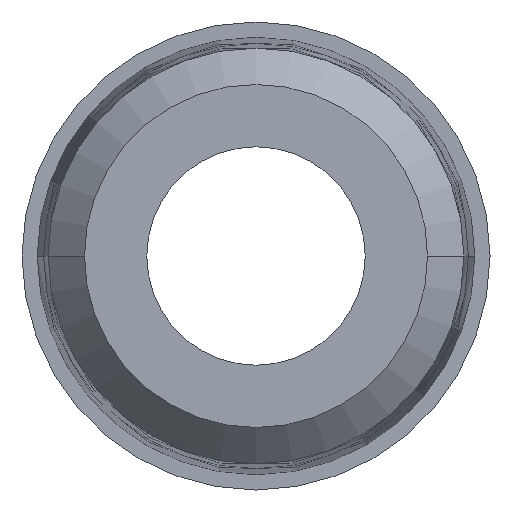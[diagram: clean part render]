
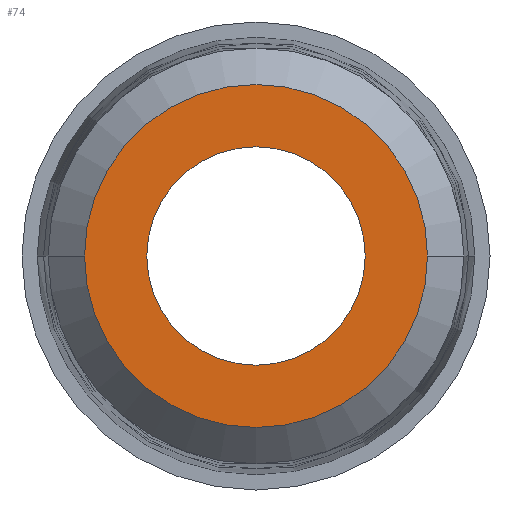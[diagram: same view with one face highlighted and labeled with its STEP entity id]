
A CAD part, left-side view. The second image highlights one B-rep face of the part: STEP entity #74.
In plain terms, the highlighted planar face has unit normal (-1, 0, 0).
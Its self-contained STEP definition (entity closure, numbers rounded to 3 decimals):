
#74=ADVANCED_FACE('',(#145,#146),#147,.T.);
#145=FACE_BOUND('',#231,.T.);
#146=FACE_OUTER_BOUND('',#232,.T.);
#147=PLANE('',#233);
#231=EDGE_LOOP('',(#464,#465));
#232=EDGE_LOOP('',(#466,#467));
#233=AXIS2_PLACEMENT_3D('',#468,#469,#470);
#464=ORIENTED_EDGE('',*,*,#628,.T.);
#465=ORIENTED_EDGE('',*,*,#614,.T.);
#466=ORIENTED_EDGE('',*,*,#599,.F.);
#467=ORIENTED_EDGE('',*,*,#637,.F.);
#468=CARTESIAN_POINT('',(-43.3,-2.749,0.0));
#469=DIRECTION('',(-1.0,0.,-0.0));
#470=DIRECTION('',(0.,1.0,0.0));
#599=EDGE_CURVE('',#721,#724,#725,.T.);
#614=EDGE_CURVE('',#747,#749,#751,.T.);
#628=EDGE_CURVE('',#749,#747,#771,.T.);
#637=EDGE_CURVE('',#724,#721,#782,.T.);
#721=VERTEX_POINT('',#879);
#724=VERTEX_POINT('',#883);
#725=CIRCLE('',#884,5.498);
#747=VERTEX_POINT('',#913);
#749=VERTEX_POINT('',#916);
#751=CIRCLE('',#919,3.5);
#771=CIRCLE('',#945,3.5);
#782=CIRCLE('',#956,5.498);
#879=CARTESIAN_POINT('',(-43.3,-5.498,0.0));
#883=CARTESIAN_POINT('',(-43.3,5.498,0.));
#884=AXIS2_PLACEMENT_3D('',#1063,#1064,#1065);
#913=CARTESIAN_POINT('',(-43.3,3.5,0.));
#916=CARTESIAN_POINT('',(-43.3,-3.5,0.));
#919=AXIS2_PLACEMENT_3D('',#1090,#1091,#1092);
#945=AXIS2_PLACEMENT_3D('',#1120,#1121,#1122);
#956=AXIS2_PLACEMENT_3D('',#1147,#1148,#1149);
#1063=CARTESIAN_POINT('',(-43.3,0.0,0.0));
#1064=DIRECTION('',(1.0,0.,0.0));
#1065=DIRECTION('',(0.,-1.0,0.0));
#1090=CARTESIAN_POINT('',(-43.3,0.0,0.0));
#1091=DIRECTION('',(1.0,0.,0.0));
#1092=DIRECTION('',(0.,1.0,0.0));
#1120=CARTESIAN_POINT('',(-43.3,0.0,0.0));
#1121=DIRECTION('',(1.0,0.,0.0));
#1122=DIRECTION('',(0.,1.0,0.0));
#1147=CARTESIAN_POINT('',(-43.3,0.0,0.0));
#1148=DIRECTION('',(1.0,0.,0.0));
#1149=DIRECTION('',(0.,-1.0,0.0));
